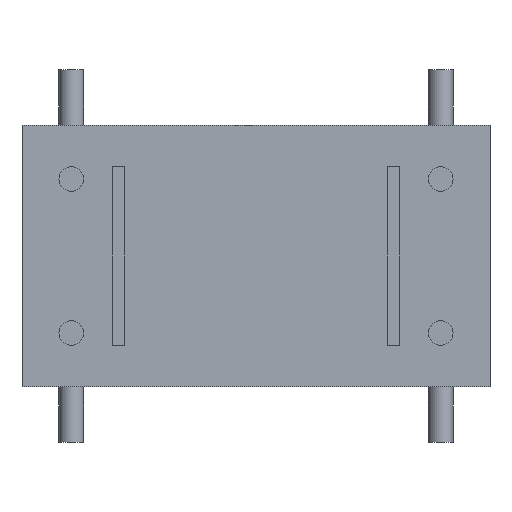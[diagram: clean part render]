
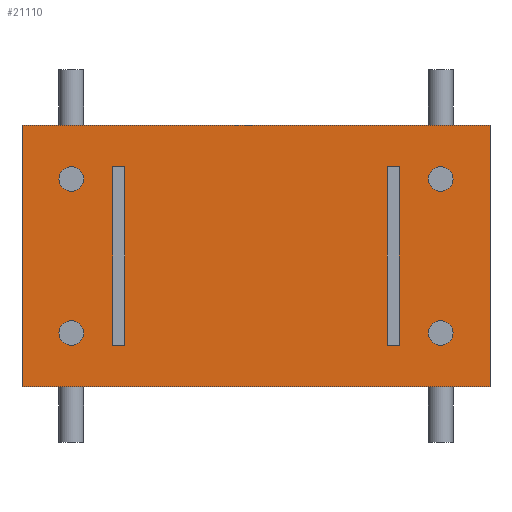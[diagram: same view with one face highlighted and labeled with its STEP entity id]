
A CAD part, front view. The second image highlights one B-rep face of the part: STEP entity #21110.
In plain terms, the highlighted planar face has unit normal (0, -1, 0).
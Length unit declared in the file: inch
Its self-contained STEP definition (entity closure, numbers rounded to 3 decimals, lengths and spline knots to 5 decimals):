
#20348=DIRECTION('',(1.,0.,0.));
#20349=VECTOR('',#20348,0.76);
#20350=CARTESIAN_POINT('',(-0.38,-0.505,-0.2125));
#20351=LINE('',#20350,#20349);
#20453=DIRECTION('',(0.,0.,1.));
#20454=VECTOR('',#20453,0.425);
#20455=CARTESIAN_POINT('',(0.38,-0.505,-0.2125));
#20456=LINE('',#20455,#20454);
#20457=DIRECTION('',(0.,0.,1.));
#20458=VECTOR('',#20457,0.425);
#20459=CARTESIAN_POINT('',(-0.38,-0.505,-0.2125));
#20460=LINE('',#20459,#20458);
#20461=DIRECTION('',(-1.,0.,0.));
#20462=VECTOR('',#20461,0.02);
#20463=CARTESIAN_POINT('',(-0.2129,-0.505,0.145));
#20464=LINE('',#20463,#20462);
#20465=DIRECTION('',(0.,0.,-1.));
#20466=VECTOR('',#20465,0.29);
#20467=CARTESIAN_POINT('',(-0.2329,-0.505,0.145));
#20468=LINE('',#20467,#20466);
#20469=DIRECTION('',(1.,0.,0.));
#20470=VECTOR('',#20469,0.02);
#20471=CARTESIAN_POINT('',(-0.2329,-0.505,-0.145));
#20472=LINE('',#20471,#20470);
#20473=DIRECTION('',(0.,0.,1.));
#20474=VECTOR('',#20473,0.29);
#20475=CARTESIAN_POINT('',(-0.2129,-0.505,-0.145));
#20476=LINE('',#20475,#20474);
#20477=DIRECTION('',(0.,0.,-1.));
#20478=VECTOR('',#20477,0.29);
#20479=CARTESIAN_POINT('',(0.2129,-0.505,0.145));
#20480=LINE('',#20479,#20478);
#20481=DIRECTION('',(1.,0.,0.));
#20482=VECTOR('',#20481,0.02);
#20483=CARTESIAN_POINT('',(0.2129,-0.505,-0.145));
#20484=LINE('',#20483,#20482);
#20485=DIRECTION('',(0.,0.,1.));
#20486=VECTOR('',#20485,0.29);
#20487=CARTESIAN_POINT('',(0.2329,-0.505,-0.145));
#20488=LINE('',#20487,#20486);
#20489=DIRECTION('',(-1.,0.,0.));
#20490=VECTOR('',#20489,0.02);
#20491=CARTESIAN_POINT('',(0.2329,-0.505,0.145));
#20492=LINE('',#20491,#20490);
#20509=DIRECTION('',(1.,0.,0.));
#20510=VECTOR('',#20509,0.76);
#20511=CARTESIAN_POINT('',(-0.38,-0.505,0.2125));
#20512=LINE('',#20511,#20510);
#20569=CARTESIAN_POINT('',(0.3,-0.505,0.125));
#20570=DIRECTION('',(0.,-1.,0.));
#20571=DIRECTION('',(1.,0.,0.));
#20572=AXIS2_PLACEMENT_3D('',#20569,#20570,#20571);
#20578=CARTESIAN_POINT('',(0.3,-0.505,0.125));
#20579=DIRECTION('',(0.,-1.,0.));
#20580=DIRECTION('',(-1.,0.,0.));
#20581=AXIS2_PLACEMENT_3D('',#20578,#20579,#20580);
#20597=CARTESIAN_POINT('',(-0.3,-0.505,0.125));
#20598=DIRECTION('',(0.,-1.,0.));
#20599=DIRECTION('',(1.,0.,0.));
#20600=AXIS2_PLACEMENT_3D('',#20597,#20598,#20599);
#20606=CARTESIAN_POINT('',(-0.3,-0.505,0.125));
#20607=DIRECTION('',(0.,-1.,0.));
#20608=DIRECTION('',(-1.,0.,0.));
#20609=AXIS2_PLACEMENT_3D('',#20606,#20607,#20608);
#20625=CARTESIAN_POINT('',(0.3,-0.505,-0.125));
#20626=DIRECTION('',(0.,-1.,0.));
#20627=DIRECTION('',(1.,0.,0.));
#20628=AXIS2_PLACEMENT_3D('',#20625,#20626,#20627);
#20634=CARTESIAN_POINT('',(0.3,-0.505,-0.125));
#20635=DIRECTION('',(0.,-1.,0.));
#20636=DIRECTION('',(-1.,0.,0.));
#20637=AXIS2_PLACEMENT_3D('',#20634,#20635,#20636);
#20653=CARTESIAN_POINT('',(-0.3,-0.505,-0.125));
#20654=DIRECTION('',(0.,-1.,0.));
#20655=DIRECTION('',(1.,0.,0.));
#20656=AXIS2_PLACEMENT_3D('',#20653,#20654,#20655);
#20662=CARTESIAN_POINT('',(-0.3,-0.505,-0.125));
#20663=DIRECTION('',(0.,-1.,0.));
#20664=DIRECTION('',(-1.,0.,0.));
#20665=AXIS2_PLACEMENT_3D('',#20662,#20663,#20664);
#20782=CARTESIAN_POINT('',(-0.38,-0.505,-0.2125));
#20784=VERTEX_POINT('',#20782);
#20785=CARTESIAN_POINT('',(0.38,-0.505,-0.2125));
#20786=VERTEX_POINT('',#20785);
#20790=CARTESIAN_POINT('',(-0.38,-0.505,0.2125));
#20792=VERTEX_POINT('',#20790);
#20793=CARTESIAN_POINT('',(0.38,-0.505,0.2125));
#20794=VERTEX_POINT('',#20793);
#20797=CARTESIAN_POINT('',(0.32,-0.505,0.125));
#20798=CARTESIAN_POINT('',(0.28,-0.505,0.125));
#20799=VERTEX_POINT('',#20797);
#20800=VERTEX_POINT('',#20798);
#20801=CARTESIAN_POINT('',(-0.28,-0.505,0.125));
#20802=CARTESIAN_POINT('',(-0.32,-0.505,0.125));
#20803=VERTEX_POINT('',#20801);
#20804=VERTEX_POINT('',#20802);
#20805=CARTESIAN_POINT('',(0.32,-0.505,-0.125));
#20806=CARTESIAN_POINT('',(0.28,-0.505,-0.125));
#20807=VERTEX_POINT('',#20805);
#20808=VERTEX_POINT('',#20806);
#20809=CARTESIAN_POINT('',(-0.28,-0.505,-0.125));
#20810=CARTESIAN_POINT('',(-0.32,-0.505,-0.125));
#20811=VERTEX_POINT('',#20809);
#20812=VERTEX_POINT('',#20810);
#20881=CARTESIAN_POINT('',(-0.2129,-0.505,0.145));
#20882=CARTESIAN_POINT('',(-0.2329,-0.505,0.145));
#20883=VERTEX_POINT('',#20881);
#20884=VERTEX_POINT('',#20882);
#20885=CARTESIAN_POINT('',(-0.2329,-0.505,-0.145));
#20886=VERTEX_POINT('',#20885);
#20887=CARTESIAN_POINT('',(-0.2129,-0.505,-0.145));
#20888=VERTEX_POINT('',#20887);
#20889=CARTESIAN_POINT('',(0.2129,-0.505,0.145));
#20890=CARTESIAN_POINT('',(0.2129,-0.505,-0.145));
#20891=VERTEX_POINT('',#20889);
#20892=VERTEX_POINT('',#20890);
#20893=CARTESIAN_POINT('',(0.2329,-0.505,-0.145));
#20894=VERTEX_POINT('',#20893);
#20895=CARTESIAN_POINT('',(0.2329,-0.505,0.145));
#20896=VERTEX_POINT('',#20895);
#21053=CARTESIAN_POINT('',(-0.38,-0.505,-0.2125));
#21054=DIRECTION('',(0.,-1.,0.));
#21055=DIRECTION('',(1.,0.,0.));
#21056=AXIS2_PLACEMENT_3D('',#21053,#21054,#21055);
#21057=PLANE('',#21056);
#21058=ORIENTED_EDGE('',*,*,#20926,.F.);
#21060=ORIENTED_EDGE('',*,*,#21059,.T.);
#21062=ORIENTED_EDGE('',*,*,#21061,.T.);
#21063=ORIENTED_EDGE('',*,*,#21045,.F.);
#21064=EDGE_LOOP('',(#21058,#21060,#21062,#21063));
#21065=FACE_OUTER_BOUND('',#21064,.F.);
#21067=ORIENTED_EDGE('',*,*,#21066,.T.);
#21069=ORIENTED_EDGE('',*,*,#21068,.T.);
#21070=EDGE_LOOP('',(#21067,#21069));
#21071=FACE_BOUND('',#21070,.F.);
#21073=ORIENTED_EDGE('',*,*,#21072,.T.);
#21075=ORIENTED_EDGE('',*,*,#21074,.T.);
#21076=EDGE_LOOP('',(#21073,#21075));
#21077=FACE_BOUND('',#21076,.F.);
#21079=ORIENTED_EDGE('',*,*,#21078,.T.);
#21081=ORIENTED_EDGE('',*,*,#21080,.T.);
#21082=EDGE_LOOP('',(#21079,#21081));
#21083=FACE_BOUND('',#21082,.F.);
#21085=ORIENTED_EDGE('',*,*,#21084,.T.);
#21087=ORIENTED_EDGE('',*,*,#21086,.T.);
#21088=EDGE_LOOP('',(#21085,#21087));
#21089=FACE_BOUND('',#21088,.F.);
#21091=ORIENTED_EDGE('',*,*,#21090,.T.);
#21093=ORIENTED_EDGE('',*,*,#21092,.T.);
#21095=ORIENTED_EDGE('',*,*,#21094,.T.);
#21097=ORIENTED_EDGE('',*,*,#21096,.T.);
#21098=EDGE_LOOP('',(#21091,#21093,#21095,#21097));
#21099=FACE_BOUND('',#21098,.F.);
#21101=ORIENTED_EDGE('',*,*,#21100,.T.);
#21103=ORIENTED_EDGE('',*,*,#21102,.T.);
#21105=ORIENTED_EDGE('',*,*,#21104,.T.);
#21107=ORIENTED_EDGE('',*,*,#21106,.T.);
#21108=EDGE_LOOP('',(#21101,#21103,#21105,#21107));
#21109=FACE_BOUND('',#21108,.F.);
#20573=CIRCLE('',#20572,0.02);
#20582=CIRCLE('',#20581,0.02);
#20601=CIRCLE('',#20600,0.02);
#20610=CIRCLE('',#20609,0.02);
#20629=CIRCLE('',#20628,0.02);
#20638=CIRCLE('',#20637,0.02);
#20657=CIRCLE('',#20656,0.02);
#20666=CIRCLE('',#20665,0.02);
#20926=EDGE_CURVE('',#20784,#20786,#20351,.T.);
#21045=EDGE_CURVE('',#20786,#20794,#20456,.T.);
#21059=EDGE_CURVE('',#20784,#20792,#20460,.T.);
#21061=EDGE_CURVE('',#20792,#20794,#20512,.T.);
#21066=EDGE_CURVE('',#20799,#20800,#20573,.T.);
#21068=EDGE_CURVE('',#20800,#20799,#20582,.T.);
#21072=EDGE_CURVE('',#20803,#20804,#20601,.T.);
#21074=EDGE_CURVE('',#20804,#20803,#20610,.T.);
#21078=EDGE_CURVE('',#20807,#20808,#20629,.T.);
#21080=EDGE_CURVE('',#20808,#20807,#20638,.T.);
#21084=EDGE_CURVE('',#20811,#20812,#20657,.T.);
#21086=EDGE_CURVE('',#20812,#20811,#20666,.T.);
#21090=EDGE_CURVE('',#20883,#20884,#20464,.T.);
#21092=EDGE_CURVE('',#20884,#20886,#20468,.T.);
#21094=EDGE_CURVE('',#20886,#20888,#20472,.T.);
#21096=EDGE_CURVE('',#20888,#20883,#20476,.T.);
#21100=EDGE_CURVE('',#20891,#20892,#20480,.T.);
#21102=EDGE_CURVE('',#20892,#20894,#20484,.T.);
#21104=EDGE_CURVE('',#20894,#20896,#20488,.T.);
#21106=EDGE_CURVE('',#20896,#20891,#20492,.T.);
#21110=ADVANCED_FACE('',(#21065,#21071,#21077,#21083,#21089,#21099,#21109),
#21057,.T.);
